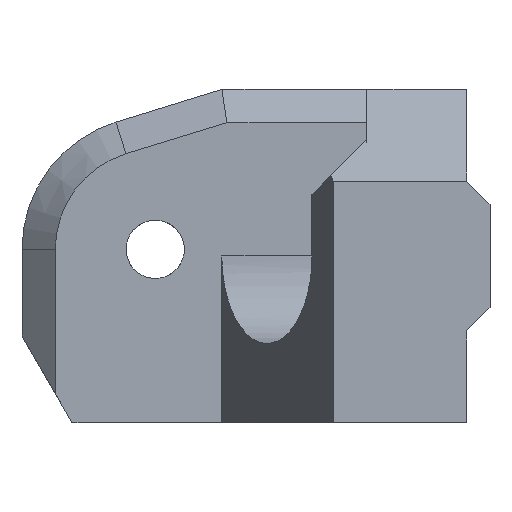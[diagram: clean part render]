
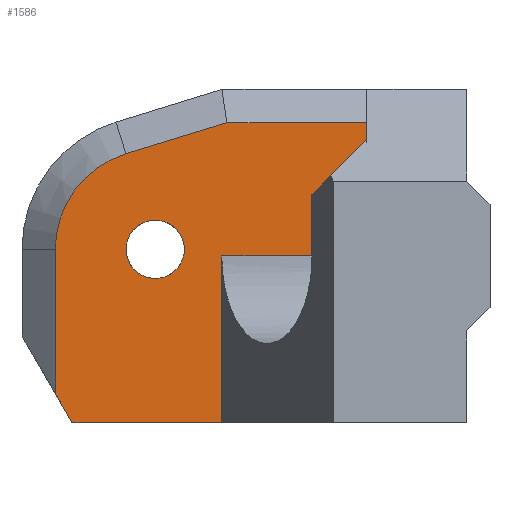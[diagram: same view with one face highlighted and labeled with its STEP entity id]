
A CAD part, front view. The second image highlights one B-rep face of the part: STEP entity #1586.
In plain terms, the highlighted planar face has unit normal (0, -1, 0).
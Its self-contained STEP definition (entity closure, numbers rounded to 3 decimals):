
#18=FACE_BOUND('',#169,.T.);
#40=CIRCLE('',#1699,6.);
#41=CIRCLE('',#1702,1.75);
#42=CIRCLE('',#1703,1.75);
#79=FACE_OUTER_BOUND('',#168,.T.);
#168=EDGE_LOOP('',(#1142,#1143,#1144,#1145,#1146,#1147,#1148,#1149,#1150));
#169=EDGE_LOOP('',(#1151,#1152));
#281=LINE('',#2291,#487);
#311=LINE('',#2357,#517);
#315=LINE('',#2365,#521);
#320=LINE('',#2377,#526);
#321=LINE('',#2380,#527);
#322=LINE('',#2381,#528);
#323=LINE('',#2383,#529);
#324=LINE('',#2384,#530);
#487=VECTOR('',#1839,10.);
#517=VECTOR('',#1895,10.);
#521=VECTOR('',#1901,10.);
#526=VECTOR('',#1914,10.);
#527=VECTOR('',#1917,10.);
#528=VECTOR('',#1918,10.);
#529=VECTOR('',#1919,10.);
#530=VECTOR('',#1920,10.);
#690=VERTEX_POINT('',#2288);
#691=VERTEX_POINT('',#2290);
#713=VERTEX_POINT('',#2355);
#714=VERTEX_POINT('',#2356);
#716=VERTEX_POINT('',#2362);
#717=VERTEX_POINT('',#2364);
#719=VERTEX_POINT('',#2370);
#721=VERTEX_POINT('',#2379);
#722=VERTEX_POINT('',#2382);
#723=VERTEX_POINT('',#2385);
#724=VERTEX_POINT('',#2386);
#844=EDGE_CURVE('',#691,#690,#281,.T.);
#877=EDGE_CURVE('',#713,#714,#311,.T.);
#881=EDGE_CURVE('',#716,#717,#315,.T.);
#886=EDGE_CURVE('',#717,#719,#40,.T.);
#888=EDGE_CURVE('',#719,#713,#320,.T.);
#889=EDGE_CURVE('',#721,#716,#321,.T.);
#890=EDGE_CURVE('',#691,#721,#322,.T.);
#891=EDGE_CURVE('',#722,#690,#323,.T.);
#892=EDGE_CURVE('',#722,#714,#324,.T.);
#893=EDGE_CURVE('',#723,#724,#41,.T.);
#894=EDGE_CURVE('',#724,#723,#42,.T.);
#1142=ORIENTED_EDGE('',*,*,#877,.F.);
#1143=ORIENTED_EDGE('',*,*,#888,.F.);
#1144=ORIENTED_EDGE('',*,*,#886,.F.);
#1145=ORIENTED_EDGE('',*,*,#881,.F.);
#1146=ORIENTED_EDGE('',*,*,#889,.F.);
#1147=ORIENTED_EDGE('',*,*,#890,.F.);
#1148=ORIENTED_EDGE('',*,*,#844,.T.);
#1149=ORIENTED_EDGE('',*,*,#891,.F.);
#1150=ORIENTED_EDGE('',*,*,#892,.T.);
#1151=ORIENTED_EDGE('',*,*,#893,.F.);
#1152=ORIENTED_EDGE('',*,*,#894,.F.);
#1505=PLANE('',#1701);
#1586=ADVANCED_FACE('',(#79,#18),#1505,.F.);
#1699=AXIS2_PLACEMENT_3D('',#2374,#1909,#1910);
#1701=AXIS2_PLACEMENT_3D('',#2378,#1915,#1916);
#1702=AXIS2_PLACEMENT_3D('',#2387,#1921,#1922);
#1703=AXIS2_PLACEMENT_3D('',#2388,#1923,#1924);
#1839=DIRECTION('',(0.,0.,1.));
#1895=DIRECTION('',(1.,0.,0.));
#1901=DIRECTION('',(0.,0.,1.));
#1909=DIRECTION('center_axis',(0.,1.,0.));
#1910=DIRECTION('ref_axis',(-1.,0.,0.));
#1914=DIRECTION('',(0.956,0.,0.294));
#1915=DIRECTION('center_axis',(0.,1.,0.));
#1916=DIRECTION('ref_axis',(1.,0.,0.));
#1917=DIRECTION('',(-0.5,0.,0.866));
#1918=DIRECTION('',(-1.,0.,0.));
#1919=DIRECTION('',(-1.,0.,0.));
#1920=DIRECTION('',(0.,0.,1.));
#1921=DIRECTION('center_axis',(0.,-1.,0.));
#1922=DIRECTION('ref_axis',(1.,0.,0.));
#1923=DIRECTION('center_axis',(0.,-1.,0.));
#1924=DIRECTION('ref_axis',(1.,0.,0.));
#2288=CARTESIAN_POINT('',(4.,0.,-0.4));
#2290=CARTESIAN_POINT('',(4.,0.,-10.4));
#2291=CARTESIAN_POINT('',(4.,0.,-5.4));
#2355=CARTESIAN_POINT('',(4.301,0.,7.6));
#2356=CARTESIAN_POINT('',(12.7,0.,7.6));
#2357=CARTESIAN_POINT('',(4.675,0.,7.6));
#2362=CARTESIAN_POINT('',(-6.,0.,-8.668));
#2364=CARTESIAN_POINT('',(-6.,0.,0.));
#2365=CARTESIAN_POINT('',(-6.,0.,-2.802));
#2370=CARTESIAN_POINT('',(-1.764,0.,5.735));
#2374=CARTESIAN_POINT('Origin',(0.,0.,0.));
#2377=CARTESIAN_POINT('',(0.624,0.,6.469));
#2378=CARTESIAN_POINT('Origin',(5.35,0.,-0.4));
#2379=CARTESIAN_POINT('',(-5.,0.,-10.4));
#2380=CARTESIAN_POINT('',(-5.,0.,-10.4));
#2381=CARTESIAN_POINT('',(18.7,0.,-10.4));
#2382=CARTESIAN_POINT('',(12.7,0.,-0.4));
#2383=CARTESIAN_POINT('',(12.7,0.,-0.4));
#2384=CARTESIAN_POINT('',(12.7,0.,-10.4));
#2385=CARTESIAN_POINT('',(-1.704,0.,-0.4));
#2386=CARTESIAN_POINT('',(-1.75,0.,0.));
#2387=CARTESIAN_POINT('Origin',(0.,0.,0.));
#2388=CARTESIAN_POINT('Origin',(0.,0.,0.));
